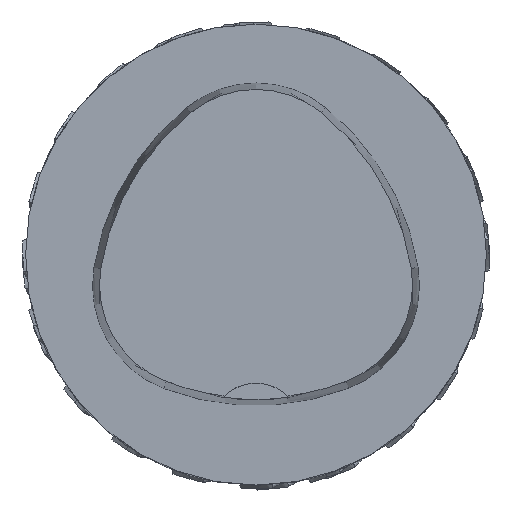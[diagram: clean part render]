
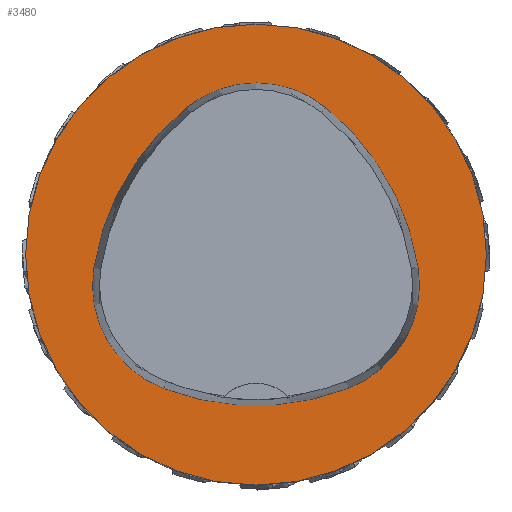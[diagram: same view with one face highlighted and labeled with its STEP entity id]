
A CAD part, top view. The second image highlights one B-rep face of the part: STEP entity #3480.
In plain terms, the highlighted planar face has unit normal (0, 0, 1).
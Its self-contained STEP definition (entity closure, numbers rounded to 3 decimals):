
#532=PLANE('',#18060);
#3480=ADVANCED_FACE('',(#5164,#5165),#532,.T.);
#5164=FACE_BOUND('',#6326,.T.);
#5165=FACE_BOUND('',#6327,.T.);
#6326=EDGE_LOOP('',(#10861,#10862,#10863,#10864,#10865,#10866));
#6327=EDGE_LOOP('',(#10867));
#10861=ORIENTED_EDGE('',*,*,#14729,.T.);
#10862=ORIENTED_EDGE('',*,*,#14709,.T.);
#10863=ORIENTED_EDGE('',*,*,#14713,.T.);
#10864=ORIENTED_EDGE('',*,*,#14716,.T.);
#10865=ORIENTED_EDGE('',*,*,#14719,.T.);
#10866=ORIENTED_EDGE('',*,*,#14727,.T.);
#10867=ORIENTED_EDGE('',*,*,#12478,.F.);
#10965=VERTEX_POINT('',#22765);
#12436=VERTEX_POINT('',#70919);
#12437=VERTEX_POINT('',#70920);
#12440=VERTEX_POINT('',#70928);
#12442=VERTEX_POINT('',#70934);
#12444=VERTEX_POINT('',#70940);
#12451=VERTEX_POINT('',#70961);
#12478=EDGE_CURVE('',#10965,#10965,#14767,.T.);
#14709=EDGE_CURVE('',#12436,#12437,#15726,.T.);
#14713=EDGE_CURVE('',#12437,#12440,#15728,.T.);
#14716=EDGE_CURVE('',#12440,#12442,#15730,.T.);
#14719=EDGE_CURVE('',#12442,#12444,#15732,.T.);
#14727=EDGE_CURVE('',#12444,#12451,#15736,.T.);
#14729=EDGE_CURVE('',#12451,#12436,#15738,.T.);
#14767=CIRCLE('',#16072,25.);
#15726=CIRCLE('',#18038,28.);
#15728=CIRCLE('',#18041,12.);
#15730=CIRCLE('',#18044,28.);
#15732=CIRCLE('',#18047,12.);
#15736=CIRCLE('',#18052,28.);
#15738=CIRCLE('',#18055,12.);
#16072=AXIS2_PLACEMENT_3D('',#22764,#18201,#18202);
#18038=AXIS2_PLACEMENT_3D('',#70918,#22497,#22498);
#18041=AXIS2_PLACEMENT_3D('',#70927,#22505,#22506);
#18044=AXIS2_PLACEMENT_3D('',#70933,#22512,#22513);
#18047=AXIS2_PLACEMENT_3D('',#70939,#22519,#22520);
#18052=AXIS2_PLACEMENT_3D('',#70962,#22531,#22532);
#18055=AXIS2_PLACEMENT_3D('',#70965,#22537,#22538);
#18060=AXIS2_PLACEMENT_3D('',#70970,#22547,#22548);
#18201=DIRECTION('',(0.,0.,-1.));
#18202=DIRECTION('',(-1.,0.,0.));
#22497=DIRECTION('',(0.,0.,-1.));
#22498=DIRECTION('',(-1.,0.,0.));
#22505=DIRECTION('',(0.,0.,-1.));
#22506=DIRECTION('',(-1.,0.,0.));
#22512=DIRECTION('',(0.,0.,-1.));
#22513=DIRECTION('',(-1.,0.,0.));
#22519=DIRECTION('',(0.,0.,-1.));
#22520=DIRECTION('',(-1.,0.,0.));
#22531=DIRECTION('',(0.,0.,-1.));
#22532=DIRECTION('',(-1.,0.,0.));
#22537=DIRECTION('',(0.,0.,-1.));
#22538=DIRECTION('',(-1.,0.,0.));
#22547=DIRECTION('',(0.,0.,1.));
#22548=DIRECTION('',(1.,0.,0.));
#22764=CARTESIAN_POINT('',(0.,0.,0.));
#22765=CARTESIAN_POINT('',(-25.,0.,0.));
#70918=CARTESIAN_POINT('',(10.068,-5.824,0.));
#70919=CARTESIAN_POINT('',(-17.584,-1.424,0.));
#70920=CARTESIAN_POINT('',(-7.531,15.953,0.));
#70927=CARTESIAN_POINT('',(0.011,6.62,0.));
#70928=CARTESIAN_POINT('',(7.567,15.942,0.));
#70933=CARTESIAN_POINT('',(-10.063,-5.81,0.));
#70934=CARTESIAN_POINT('',(17.59,-1.418,0.));
#70939=CARTESIAN_POINT('',(5.739,-3.3,0.));
#70940=CARTESIAN_POINT('',(10.05,-14.499,0.));
#70961=CARTESIAN_POINT('',(-10.025,-14.516,0.));
#70962=CARTESIAN_POINT('',(-0.01,11.631,0.));
#70965=CARTESIAN_POINT('',(-5.733,-3.31,0.));
#70970=CARTESIAN_POINT('',(0.,0.,0.));
